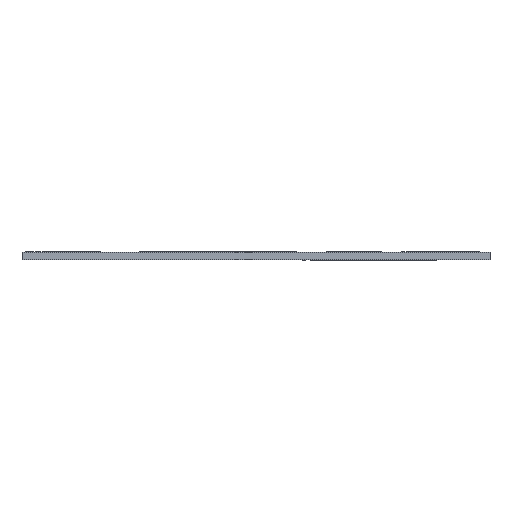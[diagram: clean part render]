
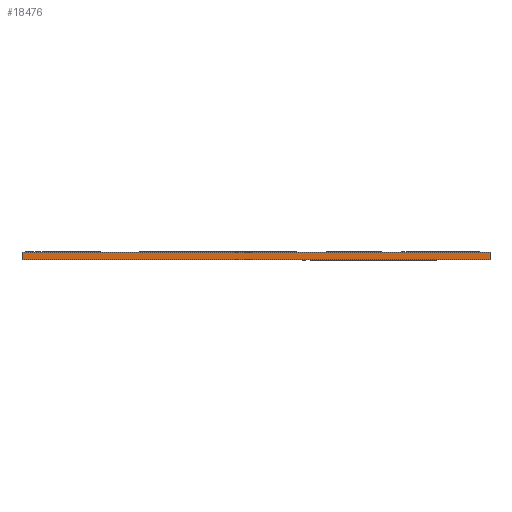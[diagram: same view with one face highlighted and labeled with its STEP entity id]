
A CAD part, front view. The second image highlights one B-rep face of the part: STEP entity #18476.
In plain terms, the highlighted planar face has unit normal (0, -1, 0).
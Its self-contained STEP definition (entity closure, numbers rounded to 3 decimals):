
#18476 = ADVANCED_FACE('',(#18477),#18511,.T.);
#18477 = FACE_BOUND('',#18478,.T.);
#18478 = EDGE_LOOP('',(#18479,#18489,#18497,#18505));
#18479 = ORIENTED_EDGE('',*,*,#18480,.T.);
#18480 = EDGE_CURVE('',#18481,#18483,#18485,.T.);
#18481 = VERTEX_POINT('',#18482);
#18482 = CARTESIAN_POINT('',(127.,-107.95,0.));
#18483 = VERTEX_POINT('',#18484);
#18484 = CARTESIAN_POINT('',(127.,-107.95,1.51));
#18485 = LINE('',#18486,#18487);
#18486 = CARTESIAN_POINT('',(127.,-107.95,0.));
#18487 = VECTOR('',#18488,1.);
#18488 = DIRECTION('',(0.,0.,1.));
#18489 = ORIENTED_EDGE('',*,*,#18490,.T.);
#18490 = EDGE_CURVE('',#18483,#18491,#18493,.T.);
#18491 = VERTEX_POINT('',#18492);
#18492 = CARTESIAN_POINT('',(31.75,-107.95,1.51));
#18493 = LINE('',#18494,#18495);
#18494 = CARTESIAN_POINT('',(127.,-107.95,1.51));
#18495 = VECTOR('',#18496,1.);
#18496 = DIRECTION('',(-1.,0.,0.));
#18497 = ORIENTED_EDGE('',*,*,#18498,.F.);
#18498 = EDGE_CURVE('',#18499,#18491,#18501,.T.);
#18499 = VERTEX_POINT('',#18500);
#18500 = CARTESIAN_POINT('',(31.75,-107.95,0.));
#18501 = LINE('',#18502,#18503);
#18502 = CARTESIAN_POINT('',(31.75,-107.95,0.));
#18503 = VECTOR('',#18504,1.);
#18504 = DIRECTION('',(0.,0.,1.));
#18505 = ORIENTED_EDGE('',*,*,#18506,.F.);
#18506 = EDGE_CURVE('',#18481,#18499,#18507,.T.);
#18507 = LINE('',#18508,#18509);
#18508 = CARTESIAN_POINT('',(127.,-107.95,0.));
#18509 = VECTOR('',#18510,1.);
#18510 = DIRECTION('',(-1.,0.,0.));
#18511 = PLANE('',#18512);
#18512 = AXIS2_PLACEMENT_3D('',#18513,#18514,#18515);
#18513 = CARTESIAN_POINT('',(127.,-107.95,0.));
#18514 = DIRECTION('',(0.,-1.,0.));
#18515 = DIRECTION('',(-1.,0.,0.));
